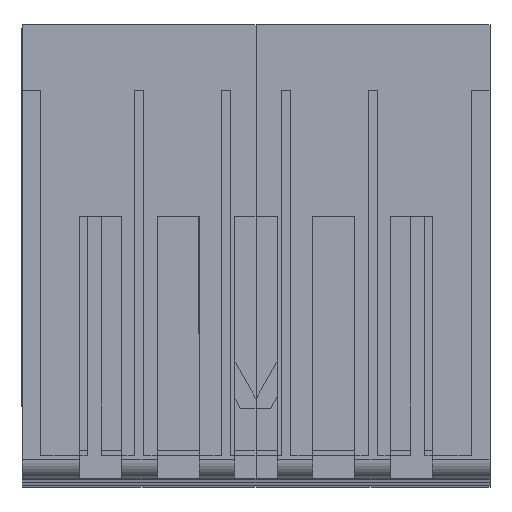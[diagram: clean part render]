
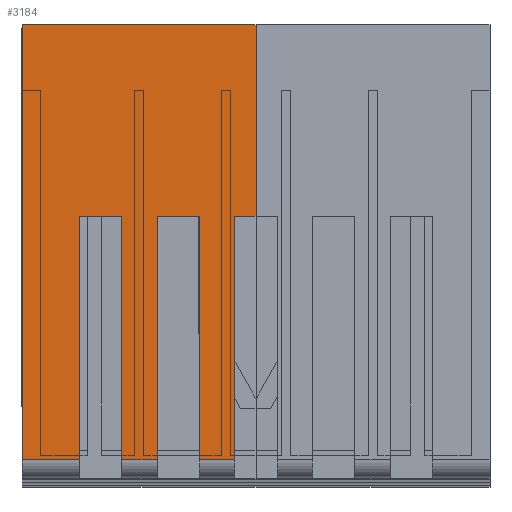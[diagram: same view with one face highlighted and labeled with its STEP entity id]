
A CAD part, top view. The second image highlights one B-rep face of the part: STEP entity #3184.
In plain terms, the highlighted planar face has unit normal (0, 0, 1).
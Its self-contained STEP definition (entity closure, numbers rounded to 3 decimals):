
#2780=CARTESIAN_POINT('',(-25.0,-46.5,556.0));
#2781=VERTEX_POINT('',#2780);
#2789=CARTESIAN_POINT('',(-25.0,0.0,556.0));
#2790=VERTEX_POINT('',#2789);
#2791=CARTESIAN_POINT('',(-25.0,0.0,556.0));
#2792=DIRECTION('',(0.0,-1.0,0.0));
#2793=VECTOR('',#2792,46.5);
#2794=LINE('',#2791,#2793);
#2795=EDGE_CURVE('',#2790,#2781,#2794,.T.);
#3000=CARTESIAN_POINT('',(-2.25,-46.5,556.0));
#3001=VERTEX_POINT('',#3000);
#3009=CARTESIAN_POINT('',(-6.05,-46.5,556.0));
#3010=VERTEX_POINT('',#3009);
#3011=CARTESIAN_POINT('',(-2.25,-46.5,556.0));
#3012=DIRECTION('',(-1.0,0.0,0.0));
#3013=VECTOR('',#3012,3.8);
#3014=LINE('',#3011,#3013);
#3015=EDGE_CURVE('',#3001,#3010,#3014,.T.);
#3041=CARTESIAN_POINT('',(-6.05,-20.5,556.0));
#3042=VERTEX_POINT('',#3041);
#3043=CARTESIAN_POINT('',(-6.05,-20.5,556.0));
#3044=DIRECTION('',(0.0,-1.0,0.0));
#3045=VECTOR('',#3044,26.);
#3046=LINE('',#3043,#3045);
#3047=EDGE_CURVE('',#3042,#3010,#3046,.T.);
#3090=CARTESIAN_POINT('',(0.0,0.0,556.0));
#3091=DIRECTION('',(0.0,0.0,1.0));
#3092=DIRECTION('',(-1.0,0.0,0.0));
#3093=AXIS2_PLACEMENT_3D('',#3090,#3091,#3092);
#3094=PLANE('',#3093);
#3095=ORIENTED_EDGE('',*,*,#3015,.F.);
#3096=CARTESIAN_POINT('',(-2.25,-20.5,556.0));
#3097=VERTEX_POINT('',#3096);
#3098=CARTESIAN_POINT('',(-2.25,-46.5,556.0));
#3099=DIRECTION('',(0.0,1.0,0.0));
#3100=VECTOR('',#3099,26.);
#3101=LINE('',#3098,#3100);
#3102=EDGE_CURVE('',#3001,#3097,#3101,.T.);
#3103=ORIENTED_EDGE('',*,*,#3102,.T.);
#3104=CARTESIAN_POINT('',(0.0,-20.5,556.0));
#3105=VERTEX_POINT('',#3104);
#3106=CARTESIAN_POINT('',(-2.25,-20.5,556.0));
#3107=DIRECTION('',(1.0,0.0,0.0));
#3108=VECTOR('',#3107,2.25);
#3109=LINE('',#3106,#3108);
#3110=EDGE_CURVE('',#3097,#3105,#3109,.T.);
#3111=ORIENTED_EDGE('',*,*,#3110,.T.);
#3112=CARTESIAN_POINT('',(0.0,0.0,556.0));
#3113=VERTEX_POINT('',#3112);
#3114=CARTESIAN_POINT('',(0.0,0.0,556.0));
#3115=DIRECTION('',(0.0,-1.0,0.0));
#3116=VECTOR('',#3115,20.5);
#3117=LINE('',#3114,#3116);
#3118=EDGE_CURVE('',#3113,#3105,#3117,.T.);
#3119=ORIENTED_EDGE('',*,*,#3118,.F.);
#3120=CARTESIAN_POINT('',(-25.0,0.0,556.0));
#3121=DIRECTION('',(1.0,0.0,0.0));
#3122=VECTOR('',#3121,25.0);
#3123=LINE('',#3120,#3122);
#3124=EDGE_CURVE('',#2790,#3113,#3123,.T.);
#3125=ORIENTED_EDGE('',*,*,#3124,.F.);
#3126=ORIENTED_EDGE('',*,*,#2795,.T.);
#3127=CARTESIAN_POINT('',(-18.85,-46.5,556.0));
#3128=VERTEX_POINT('',#3127);
#3129=CARTESIAN_POINT('',(-18.85,-46.5,556.0));
#3130=DIRECTION('',(-1.0,0.0,0.0));
#3131=VECTOR('',#3130,6.15);
#3132=LINE('',#3129,#3131);
#3133=EDGE_CURVE('',#3128,#2781,#3132,.T.);
#3134=ORIENTED_EDGE('',*,*,#3133,.F.);
#3135=CARTESIAN_POINT('',(-18.85,-20.5,556.0));
#3136=VERTEX_POINT('',#3135);
#3137=CARTESIAN_POINT('',(-18.85,-46.5,556.0));
#3138=DIRECTION('',(0.0,1.0,0.0));
#3139=VECTOR('',#3138,26.);
#3140=LINE('',#3137,#3139);
#3141=EDGE_CURVE('',#3128,#3136,#3140,.T.);
#3142=ORIENTED_EDGE('',*,*,#3141,.T.);
#3143=CARTESIAN_POINT('',(-14.35,-20.5,556.0));
#3144=VERTEX_POINT('',#3143);
#3145=CARTESIAN_POINT('',(-18.85,-20.5,556.0));
#3146=DIRECTION('',(1.0,0.0,0.0));
#3147=VECTOR('',#3146,4.5);
#3148=LINE('',#3145,#3147);
#3149=EDGE_CURVE('',#3136,#3144,#3148,.T.);
#3150=ORIENTED_EDGE('',*,*,#3149,.T.);
#3151=CARTESIAN_POINT('',(-14.35,-46.5,556.0));
#3152=VERTEX_POINT('',#3151);
#3153=CARTESIAN_POINT('',(-14.35,-20.5,556.0));
#3154=DIRECTION('',(0.0,-1.0,0.0));
#3155=VECTOR('',#3154,26.);
#3156=LINE('',#3153,#3155);
#3157=EDGE_CURVE('',#3144,#3152,#3156,.T.);
#3158=ORIENTED_EDGE('',*,*,#3157,.T.);
#3159=CARTESIAN_POINT('',(-10.55,-46.5,556.0));
#3160=VERTEX_POINT('',#3159);
#3161=CARTESIAN_POINT('',(-10.55,-46.5,556.0));
#3162=DIRECTION('',(-1.0,0.0,0.0));
#3163=VECTOR('',#3162,3.8);
#3164=LINE('',#3161,#3163);
#3165=EDGE_CURVE('',#3160,#3152,#3164,.T.);
#3166=ORIENTED_EDGE('',*,*,#3165,.F.);
#3167=CARTESIAN_POINT('',(-10.55,-20.5,556.0));
#3168=VERTEX_POINT('',#3167);
#3169=CARTESIAN_POINT('',(-10.55,-46.5,556.0));
#3170=DIRECTION('',(0.0,1.0,0.0));
#3171=VECTOR('',#3170,26.);
#3172=LINE('',#3169,#3171);
#3173=EDGE_CURVE('',#3160,#3168,#3172,.T.);
#3174=ORIENTED_EDGE('',*,*,#3173,.T.);
#3175=CARTESIAN_POINT('',(-10.55,-20.5,556.0));
#3176=DIRECTION('',(1.0,0.0,0.0));
#3177=VECTOR('',#3176,4.5);
#3178=LINE('',#3175,#3177);
#3179=EDGE_CURVE('',#3168,#3042,#3178,.T.);
#3180=ORIENTED_EDGE('',*,*,#3179,.T.);
#3181=ORIENTED_EDGE('',*,*,#3047,.T.);
#3182=EDGE_LOOP('',(#3095,#3103,#3111,#3119,#3125,#3126,#3134,#3142,#3150,#3158,#3166,#3174,#3180,#3181));
#3183=FACE_OUTER_BOUND('',#3182,.T.);
#3184=ADVANCED_FACE('',(#3183),#3094,.T.);
